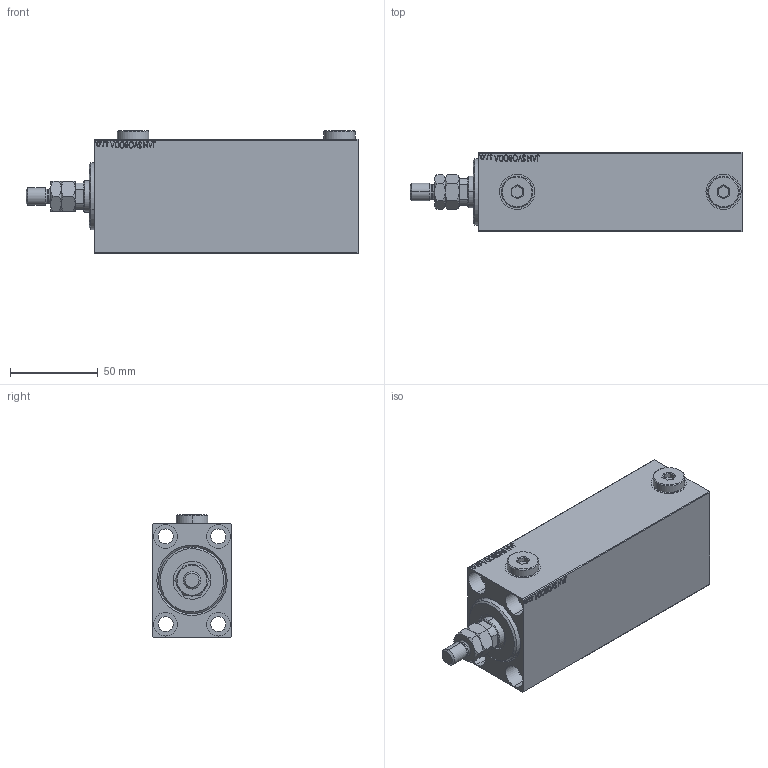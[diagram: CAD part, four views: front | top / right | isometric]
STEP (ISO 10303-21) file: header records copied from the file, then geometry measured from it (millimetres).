
FILE_DESCRIPTION (( 'STEP AP203' ), '1' );
FILE_NAME ('28d2.STEP', '2025-12-04T08:59:41', ( '' ), ( '' ), 'SwSTEP 2.0', 'SolidWorks 2019', '' );
FILE_SCHEMA (( 'CONFIG_CONTROL_DESIGN' ));
Length unit declared in the file: millimetre
Products named in the file (6): Zatka_OIL_PORT b376c20ecf16ce301ada5a0a7975960f; 28d2; V450CM_VC_B b376c20ecf16ce301ada5a0a7975960f; V450CM_C_Body b376c20ecf16ce301ada5a0a7975960f; MTA b376c20ecf16ce301ada5a0a7975960f; V450CM_C_VCP b376c20ecf16ce301ada5a0a7975960f
Assembly tree (6 placements, depth 2):
  28d2
    V450CM_C_Body b376c20ecf16ce301ada5a0a7975960f
    V450CM_C_VCP b376c20ecf16ce301ada5a0a7975960f
    V450CM_VC_B b376c20ecf16ce301ada5a0a7975960f
    MTA b376c20ecf16ce301ada5a0a7975960f
    Zatka_OIL_PORT b376c20ecf16ce301ada5a0a7975960f  x2
Bounding box: 189 x 45 x 69.9 mm (x, y, z)
Volume: 378009.2 mm3; surface area: 87630.9 mm2
Topology: 6 solids, 6 shells, 965 faces, 2428 edges, 1591 vertices
Faces by surface type: plane 457, bspline 380, cylinder 80, cone 46, torus 2
Entity records: 46800 total; most frequent: CARTESIAN_POINT 25944, ORIENTED_EDGE 4772, DIRECTION 2902, EDGE_CURVE 2386, VERTEX_POINT 1567, VECTOR 1372, LINE 1372, EDGE_LOOP 1081
